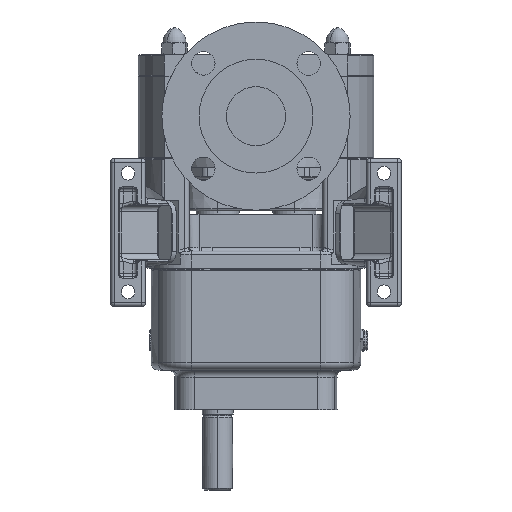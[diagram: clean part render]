
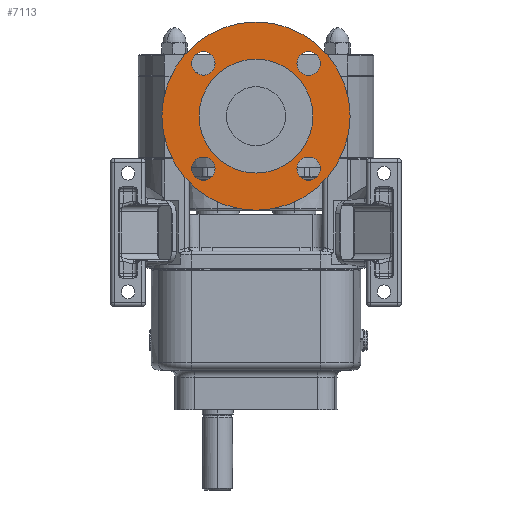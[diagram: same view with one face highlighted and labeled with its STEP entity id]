
A CAD part, front view. The second image highlights one B-rep face of the part: STEP entity #7113.
In plain terms, the highlighted face is planar.
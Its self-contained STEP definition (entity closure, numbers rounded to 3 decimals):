
#77 = VERTEX_POINT ( 'NONE', #5009 ) ;
#386 = EDGE_LOOP ( 'NONE', ( #20140, #1838 ) ) ;
#687 = EDGE_CURVE ( 'NONE', #15481, #27166, #28705, .T. ) ;
#801 = AXIS2_PLACEMENT_3D ( 'NONE', #11494, #20988, #30566 ) ;
#1049 = EDGE_CURVE ( 'NONE', #27946, #5476, #11770, .T. ) ;
#1768 = AXIS2_PLACEMENT_3D ( 'NONE', #25664, #4190, #23317 ) ;
#1818 = CARTESIAN_POINT ( 'NONE',  ( -1.5, 42.681, 42.596 ) ) ;
#1838 = ORIENTED_EDGE ( 'NONE', *, *, #24076, .T. ) ;
#2046 = PLANE ( 'NONE',  #21987 ) ;
#2481 = EDGE_CURVE ( 'NONE', #77, #15964, #5305, .T. ) ;
#2485 = CARTESIAN_POINT ( 'NONE',  ( -1.5, -42.639, -33.139 ) ) ;
#3169 = FACE_BOUND ( 'NONE', #23656, .T. ) ;
#3273 = ORIENTED_EDGE ( 'NONE', *, *, #25869, .F. ) ;
#3316 = CARTESIAN_POINT ( 'NONE',  ( -1.5, -42.639, 52.139 ) ) ;
#3528 = CARTESIAN_POINT ( 'NONE',  ( -1.5, 42.639, -52.139 ) ) ;
#3735 = EDGE_CURVE ( 'NONE', #17066, #22939, #26359, .T. ) ;
#3782 = AXIS2_PLACEMENT_3D ( 'NONE', #20182, #13309, #8592 ) ;
#3864 = DIRECTION ( 'NONE',  ( 1., 0., 0. ) ) ;
#4023 = ORIENTED_EDGE ( 'NONE', *, *, #26908, .F. ) ;
#4190 = DIRECTION ( 'NONE',  ( 1., 0., 0. ) ) ;
#5008 = ORIENTED_EDGE ( 'NONE', *, *, #30315, .F. ) ;
#5009 = CARTESIAN_POINT ( 'NONE',  ( -1.5, 42.681, 52.096 ) ) ;
#5105 = DIRECTION ( 'NONE',  ( 0., 0., -1. ) ) ;
#5305 = CIRCLE ( 'NONE', #29857, 9.5 ) ;
#5388 = CARTESIAN_POINT ( 'NONE',  ( -1.5, -42.639, -42.639 ) ) ;
#5476 = VERTEX_POINT ( 'NONE', #10149 ) ;
#5551 = FACE_BOUND ( 'NONE', #14690, .T. ) ;
#6088 = EDGE_CURVE ( 'NONE', #9703, #25278, #16936, .T. ) ;
#6788 = FACE_BOUND ( 'NONE', #26660, .T. ) ;
#6942 = FACE_BOUND ( 'NONE', #19217, .T. ) ;
#7113 = ADVANCED_FACE ( 'NONE', ( #5551, #3169, #12799, #6788, #30287, #6942 ), #2046, .T. ) ;
#7403 = DIRECTION ( 'NONE',  ( 0., 0., -1. ) ) ;
#8094 = CIRCLE ( 'NONE', #30599, 76.2 ) ;
#8134 = EDGE_CURVE ( 'NONE', #25278, #9703, #27542, .T. ) ;
#8592 = DIRECTION ( 'NONE',  ( 0., 0., -1. ) ) ;
#9109 = DIRECTION ( 'NONE',  ( 1., 0., 0. ) ) ;
#9703 = VERTEX_POINT ( 'NONE', #3316 ) ;
#10149 = CARTESIAN_POINT ( 'NONE',  ( -1.5, 0., 46.1 ) ) ;
#10374 = ORIENTED_EDGE ( 'NONE', *, *, #15856, .F. ) ;
#10993 = ORIENTED_EDGE ( 'NONE', *, *, #8134, .F. ) ;
#11003 = DIRECTION ( 'NONE',  ( 0., 0., -1. ) ) ;
#11273 = AXIS2_PLACEMENT_3D ( 'NONE', #22871, #20967, #11003 ) ;
#11494 = CARTESIAN_POINT ( 'NONE',  ( -1.5, 0., 0. ) ) ;
#11770 = CIRCLE ( 'NONE', #11273, 46.1 ) ;
#12413 = CARTESIAN_POINT ( 'NONE',  ( -1.5, 42.681, 33.096 ) ) ;
#12799 = FACE_BOUND ( 'NONE', #29445, .T. ) ;
#12876 = DIRECTION ( 'NONE',  ( 0., 0., -1. ) ) ;
#13309 = DIRECTION ( 'NONE',  ( 1., 0., 0. ) ) ;
#14002 = DIRECTION ( 'NONE',  ( 0., 0., -1. ) ) ;
#14690 = EDGE_LOOP ( 'NONE', ( #4023, #29534 ) ) ;
#15239 = AXIS2_PLACEMENT_3D ( 'NONE', #16040, #21185, #28248 ) ;
#15481 = VERTEX_POINT ( 'NONE', #3528 ) ;
#15856 = EDGE_CURVE ( 'NONE', #5476, #27946, #28806, .T. ) ;
#15875 = CARTESIAN_POINT ( 'NONE',  ( -1.5, 46.1, 0. ) ) ;
#15964 = VERTEX_POINT ( 'NONE', #12413 ) ;
#16040 = CARTESIAN_POINT ( 'NONE',  ( -1.5, 42.639, -42.639 ) ) ;
#16808 = DIRECTION ( 'NONE',  ( 1., 0., 0. ) ) ;
#16936 = CIRCLE ( 'NONE', #17465, 9.5 ) ;
#17066 = VERTEX_POINT ( 'NONE', #29642 ) ;
#17149 = CARTESIAN_POINT ( 'NONE',  ( -1.5, -42.639, 42.639 ) ) ;
#17268 = ORIENTED_EDGE ( 'NONE', *, *, #6088, .F. ) ;
#17425 = CARTESIAN_POINT ( 'NONE',  ( -1.5, -42.639, 42.639 ) ) ;
#17465 = AXIS2_PLACEMENT_3D ( 'NONE', #17425, #21628, #7403 ) ;
#17701 = CIRCLE ( 'NONE', #25174, 9.5 ) ;
#18145 = DIRECTION ( 'NONE',  ( 0., 0., -1. ) ) ;
#18395 = ORIENTED_EDGE ( 'NONE', *, *, #687, .F. ) ;
#19113 = ORIENTED_EDGE ( 'NONE', *, *, #1049, .F. ) ;
#19217 = EDGE_LOOP ( 'NONE', ( #19113, #10374 ) ) ;
#19800 = CIRCLE ( 'NONE', #1768, 9.5 ) ;
#20140 = ORIENTED_EDGE ( 'NONE', *, *, #3735, .T. ) ;
#20182 = CARTESIAN_POINT ( 'NONE',  ( -1.5, -42.639, -42.639 ) ) ;
#20278 = DIRECTION ( 'NONE',  ( 0., 0., -1. ) ) ;
#20502 = ORIENTED_EDGE ( 'NONE', *, *, #30595, .F. ) ;
#20967 = DIRECTION ( 'NONE',  ( 1., 0., 0. ) ) ;
#20988 = DIRECTION ( 'NONE',  ( 1., 0., 0. ) ) ;
#21185 = DIRECTION ( 'NONE',  ( 1., 0., 0. ) ) ;
#21545 = CARTESIAN_POINT ( 'NONE',  ( -1.5, 42.639, -33.139 ) ) ;
#21628 = DIRECTION ( 'NONE',  ( 1., 0., 0. ) ) ;
#21987 = AXIS2_PLACEMENT_3D ( 'NONE', #15875, #23065, #14002 ) ;
#21989 = CARTESIAN_POINT ( 'NONE',  ( -1.5, 0., 0. ) ) ;
#22140 = DIRECTION ( 'NONE',  ( 1., 0., 0. ) ) ;
#22688 = CARTESIAN_POINT ( 'NONE',  ( -1.5, 42.681, 42.596 ) ) ;
#22720 = CARTESIAN_POINT ( 'NONE',  ( -1.5, -42.639, 33.139 ) ) ;
#22871 = CARTESIAN_POINT ( 'NONE',  ( -1.5, 0., 0. ) ) ;
#22939 = VERTEX_POINT ( 'NONE', #29315 ) ;
#23065 = DIRECTION ( 'NONE',  ( 1., 0., 0. ) ) ;
#23317 = DIRECTION ( 'NONE',  ( 0., 0., -1. ) ) ;
#23656 = EDGE_LOOP ( 'NONE', ( #18395, #5008 ) ) ;
#23705 = AXIS2_PLACEMENT_3D ( 'NONE', #22688, #27546, #12876 ) ;
#23726 = VERTEX_POINT ( 'NONE', #29555 ) ;
#24012 = DIRECTION ( 'NONE',  ( 0., 0., -1. ) ) ;
#24076 = EDGE_CURVE ( 'NONE', #22939, #17066, #8094, .T. ) ;
#24648 = DIRECTION ( 'NONE',  ( 0., 0., -1. ) ) ;
#24821 = CIRCLE ( 'NONE', #3782, 9.5 ) ;
#25162 = VERTEX_POINT ( 'NONE', #2485 ) ;
#25174 = AXIS2_PLACEMENT_3D ( 'NONE', #5388, #16808, #24012 ) ;
#25278 = VERTEX_POINT ( 'NONE', #22720 ) ;
#25664 = CARTESIAN_POINT ( 'NONE',  ( -1.5, 42.639, -42.639 ) ) ;
#25733 = CIRCLE ( 'NONE', #23705, 9.5 ) ;
#25869 = EDGE_CURVE ( 'NONE', #23726, #25162, #17701, .T. ) ;
#26359 = CIRCLE ( 'NONE', #27876, 76.2 ) ;
#26660 = EDGE_LOOP ( 'NONE', ( #10993, #17268 ) ) ;
#26908 = EDGE_CURVE ( 'NONE', #15964, #77, #25733, .T. ) ;
#27166 = VERTEX_POINT ( 'NONE', #21545 ) ;
#27542 = CIRCLE ( 'NONE', #29562, 9.5 ) ;
#27546 = DIRECTION ( 'NONE',  ( 1., 0., 0. ) ) ;
#27876 = AXIS2_PLACEMENT_3D ( 'NONE', #28342, #9109, #5105 ) ;
#27946 = VERTEX_POINT ( 'NONE', #30881 ) ;
#28248 = DIRECTION ( 'NONE',  ( 0., 0., -1. ) ) ;
#28342 = CARTESIAN_POINT ( 'NONE',  ( -1.5, 0., 0. ) ) ;
#28705 = CIRCLE ( 'NONE', #15239, 9.5 ) ;
#28725 = DIRECTION ( 'NONE',  ( 1., 0., 0. ) ) ;
#28806 = CIRCLE ( 'NONE', #801, 46.1 ) ;
#29315 = CARTESIAN_POINT ( 'NONE',  ( -1.5, 0., 76.2 ) ) ;
#29445 = EDGE_LOOP ( 'NONE', ( #3273, #20502 ) ) ;
#29534 = ORIENTED_EDGE ( 'NONE', *, *, #2481, .F. ) ;
#29555 = CARTESIAN_POINT ( 'NONE',  ( -1.5, -42.639, -52.139 ) ) ;
#29562 = AXIS2_PLACEMENT_3D ( 'NONE', #17149, #28725, #20278 ) ;
#29642 = CARTESIAN_POINT ( 'NONE',  ( -1.5, 0., -76.2 ) ) ;
#29857 = AXIS2_PLACEMENT_3D ( 'NONE', #1818, #3864, #18145 ) ;
#30287 = FACE_OUTER_BOUND ( 'NONE', #386, .T. ) ;
#30315 = EDGE_CURVE ( 'NONE', #27166, #15481, #19800, .T. ) ;
#30566 = DIRECTION ( 'NONE',  ( 0., 0., -1. ) ) ;
#30595 = EDGE_CURVE ( 'NONE', #25162, #23726, #24821, .T. ) ;
#30599 = AXIS2_PLACEMENT_3D ( 'NONE', #21989, #22140, #24648 ) ;
#30881 = CARTESIAN_POINT ( 'NONE',  ( -1.5, 0., -46.1 ) ) ;
